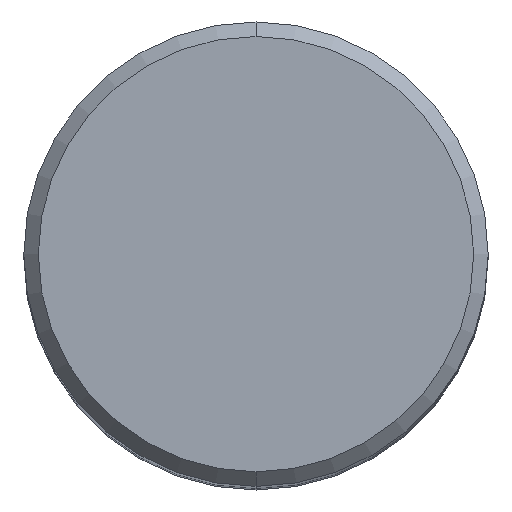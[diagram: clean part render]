
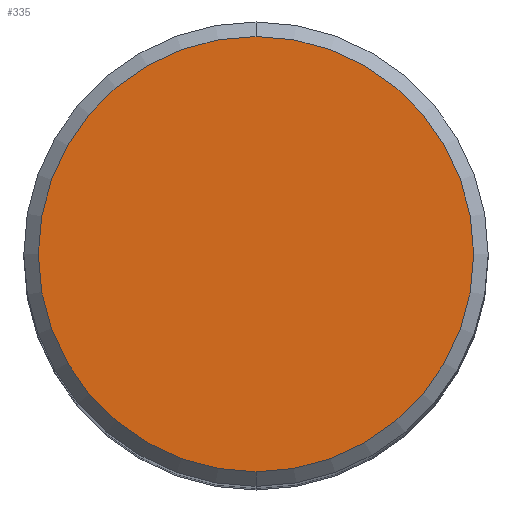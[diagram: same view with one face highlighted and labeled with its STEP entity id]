
A CAD part, top view. The second image highlights one B-rep face of the part: STEP entity #335.
In plain terms, the highlighted planar face has unit normal (0, 0, 1).
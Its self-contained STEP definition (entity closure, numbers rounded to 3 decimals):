
#247=VERTEX_POINT('',#571);
#261=EDGE_CURVE('',#247,#349,#586,.T.);
#335=ADVANCED_FACE('',(#668),#669,.T.);
#349=VERTEX_POINT('',#684);
#361=EDGE_CURVE('',#349,#247,#697,.T.);
#571=CARTESIAN_POINT('',(0.0,15.0,0.0));
#586=CIRCLE('',#1022,15.0);
#668=FACE_OUTER_BOUND('',#1200,.T.);
#669=PLANE('',#1201);
#684=CARTESIAN_POINT('',(0.,-15.0,0.0));
#697=CIRCLE('',#1290,15.0);
#1022=AXIS2_PLACEMENT_3D('',#1630,#1631,#1632);
#1200=EDGE_LOOP('',(#1756,#1757));
#1201=AXIS2_PLACEMENT_3D('',#1758,#1759,#1760);
#1290=AXIS2_PLACEMENT_3D('',#1789,#1790,#1791);
#1630=CARTESIAN_POINT('',(0.0,0.0,0.0));
#1631=DIRECTION('',(0.0,0.0,-1.0));
#1632=DIRECTION('',(0.0,1.0,0.0));
#1756=ORIENTED_EDGE('',*,*,#261,.F.);
#1757=ORIENTED_EDGE('',*,*,#361,.F.);
#1758=CARTESIAN_POINT('',(0.0,7.5,0.0));
#1759=DIRECTION('',(-0.0,0.0,1.0));
#1760=DIRECTION('',(0.0,-1.0,0.0));
#1789=CARTESIAN_POINT('',(0.0,0.0,0.0));
#1790=DIRECTION('',(0.0,0.0,-1.0));
#1791=DIRECTION('',(0.0,1.0,0.0));
